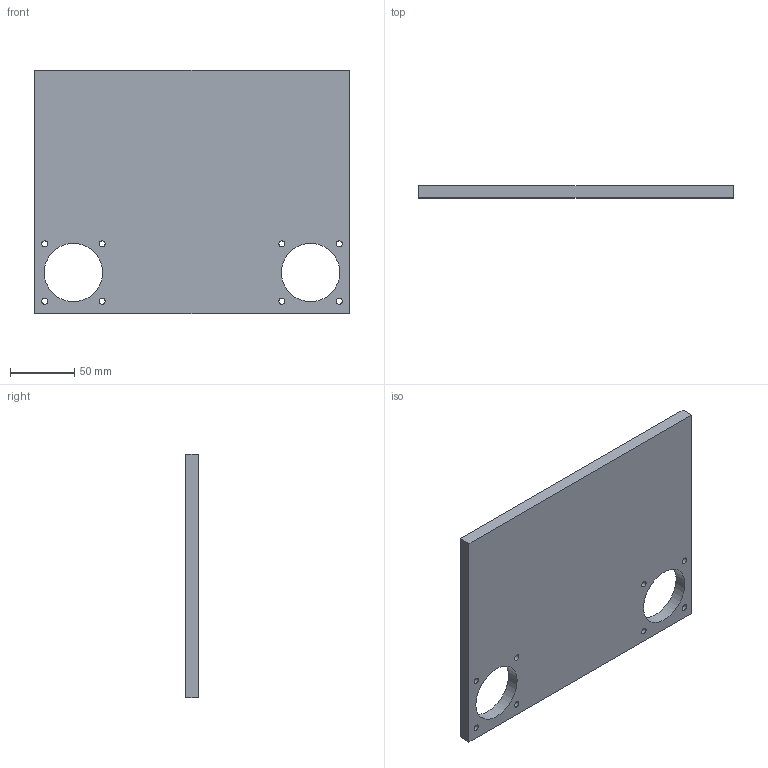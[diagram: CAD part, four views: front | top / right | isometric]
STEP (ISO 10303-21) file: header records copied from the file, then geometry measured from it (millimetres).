
FILE_DESCRIPTION(/* description */ (''),/* implementation_level */ '2;1');
FILE_NAME(/* name */ 'CubeMountingPlate_ipt_ed56d093.STEP',/* time_stamp */ '2018-02-13T23:11:14-05:00',/* author */ ('iks8'),/* organization */ (''),/* preprocessor_version */ 'ST-DEVELOPER v16.13',/* originating_system */ 'Autodesk Inventor 2018',/* authorisation */ '');
FILE_SCHEMA (('AUTOMOTIVE_DESIGN { 1 0 10303 214 3 1 1 }'));
Length unit declared in the file: inch
Products named in the file (1): CubeMountingPlate
Bounding box: 244.2 x 9.53 x 188.42 mm (x, y, z)
Volume: 406241.4 mm3; surface area: 97390.3 mm2
Topology: 1 solids, 1 shells, 16 faces, 42 edges, 28 vertices
Faces by surface type: cylinder 10, plane 6
Full cylindrical faces by diameter (mm): 4.762 x8, 45.263 x2
Entity records: 537 total; most frequent: DIRECTION 86, CARTESIAN_POINT 77, ORIENTED_EDGE 64, EDGE_LOOP 46, AXIS2_PLACEMENT_3D 37, EDGE_CURVE 32, FACE_BOUND 30, VERTEX_POINT 28
